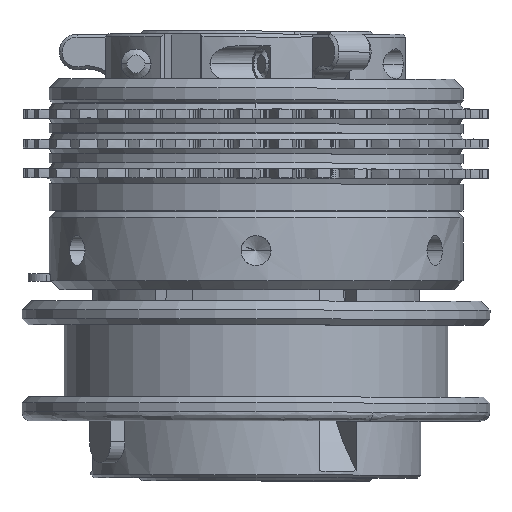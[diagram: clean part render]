
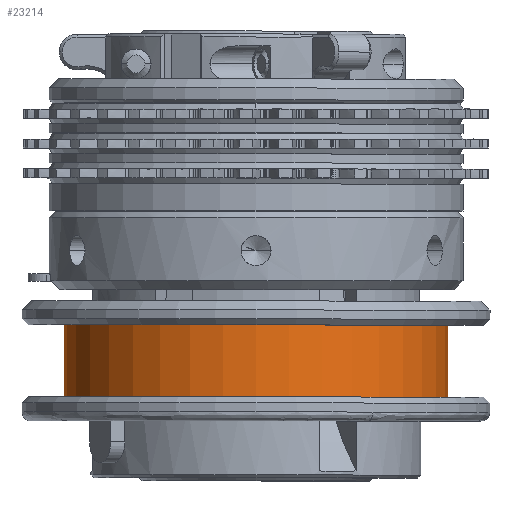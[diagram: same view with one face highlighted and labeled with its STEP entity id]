
A CAD part, left-side view. The second image highlights one B-rep face of the part: STEP entity #23214.
In plain terms, the highlighted cylindrical face has radius 32 mm (diameter 64 mm), a partial arc.
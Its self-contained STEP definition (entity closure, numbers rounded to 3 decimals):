
#3699 = EDGE_CURVE ( 'NONE', #3962, #3956, #70553, .T. ) ;
#3810 = EDGE_CURVE ( 'NONE', #3960, #3815, #70612, .T. ) ;
#3815 = VERTEX_POINT ( 'NONE', #70608 ) ;
#3956 = VERTEX_POINT ( 'NONE', #70754 ) ;
#3960 = VERTEX_POINT ( 'NONE', #70753 ) ;
#3962 = VERTEX_POINT ( 'NONE', #70752 ) ;
#23108 = ORIENTED_EDGE ( 'NONE', *, *, #3810, .F. ) ;
#23110 = ORIENTED_EDGE ( 'NONE', *, *, #23111, .F. ) ;
#23111 = EDGE_CURVE ( 'NONE', #3962, #3960, #42115, .T. ) ;
#23132 = ORIENTED_EDGE ( 'NONE', *, *, #23134, .T. ) ;
#23134 = EDGE_CURVE ( 'NONE', #3956, #3815, #43285, .T. ) ;
#23176 = ORIENTED_EDGE ( 'NONE', *, *, #3699, .T. ) ;
#23214 = ADVANCED_FACE ( 'NONE', ( #43646 ), #43644, .T. ) ;
#36474 = EDGE_LOOP ( 'NONE', ( #23108, #23110, #23176, #23132 ) ) ;
#42115 = CIRCLE ( 'NONE', #42385, 32. ) ;
#42383 = DIRECTION ( 'NONE',  ( 0., 0., -1. ) ) ;
#42384 = CARTESIAN_POINT ( 'NONE',  ( 0.297, 4.724, -28.52 ) ) ;
#42385 = AXIS2_PLACEMENT_3D ( 'NONE', #42384, #42383, #42673 ) ;
#42673 = DIRECTION ( 'NONE',  ( 0., -1., 0. ) ) ;
#43281 = DIRECTION ( 'NONE',  ( 0., -1., 0. ) ) ;
#43282 = DIRECTION ( 'NONE',  ( 0., 0., -1. ) ) ;
#43283 = CARTESIAN_POINT ( 'NONE',  ( 0.297, 4.724, -16.52 ) ) ;
#43284 = AXIS2_PLACEMENT_3D ( 'NONE', #43283, #43282, #43281 ) ;
#43285 = CIRCLE ( 'NONE', #43284, 32. ) ;
#43640 = DIRECTION ( 'NONE',  ( 0., -1., 0. ) ) ;
#43641 = DIRECTION ( 'NONE',  ( 0., 0., 1. ) ) ;
#43642 = CARTESIAN_POINT ( 'NONE',  ( 0.297, 4.724, -28.52 ) ) ;
#43643 = AXIS2_PLACEMENT_3D ( 'NONE', #43642, #43641, #43640 ) ;
#43644 = CYLINDRICAL_SURFACE ( 'NONE', #43643, 32. ) ;
#43646 = FACE_OUTER_BOUND ( 'NONE', #36474, .T. ) ;
#70549 = DIRECTION ( 'NONE',  ( 0., 0., 1. ) ) ;
#70550 = VECTOR ( 'NONE', #70549, 1000. ) ;
#70552 = CARTESIAN_POINT ( 'NONE',  ( 0.297, -27.276, -28.52 ) ) ;
#70553 = LINE ( 'NONE', #70552, #70550 ) ;
#70608 = CARTESIAN_POINT ( 'NONE',  ( 0.297, 36.724, -16.52 ) ) ;
#70609 = DIRECTION ( 'NONE',  ( 0., 0., 1. ) ) ;
#70610 = VECTOR ( 'NONE', #70609, 1000. ) ;
#70611 = CARTESIAN_POINT ( 'NONE',  ( 0.297, 36.724, -28.52 ) ) ;
#70612 = LINE ( 'NONE', #70611, #70610 ) ;
#70752 = CARTESIAN_POINT ( 'NONE',  ( 0.297, -27.276, -28.52 ) ) ;
#70753 = CARTESIAN_POINT ( 'NONE',  ( 0.297, 36.724, -28.52 ) ) ;
#70754 = CARTESIAN_POINT ( 'NONE',  ( 0.297, -27.276, -16.52 ) ) ;
